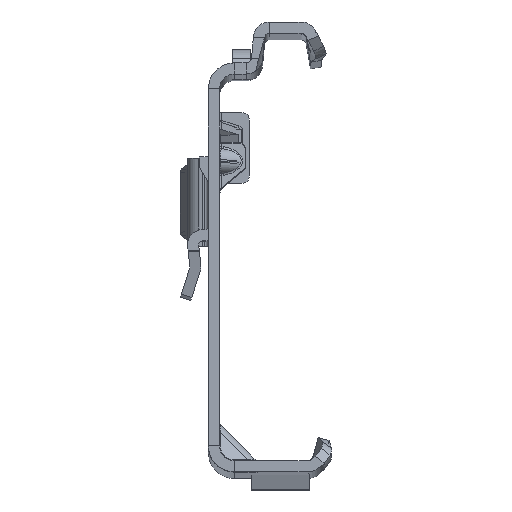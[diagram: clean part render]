
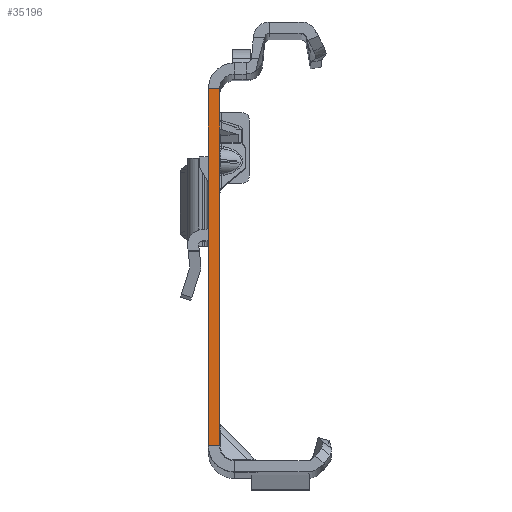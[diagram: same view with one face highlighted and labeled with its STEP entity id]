
A CAD part, top view. The second image highlights one B-rep face of the part: STEP entity #35196.
In plain terms, the highlighted planar face has unit normal (0, 0, 1).
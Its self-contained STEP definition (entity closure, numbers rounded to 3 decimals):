
#1311 = CARTESIAN_POINT ( 'NONE',  ( -1.5, -27.865, 0. ) ) ;
#1368 = EDGE_LOOP ( 'NONE', ( #39000, #32748, #6857, #9981 ) ) ;
#2131 = AXIS2_PLACEMENT_3D ( 'NONE', #1311, #3815, #11016 ) ;
#2976 = VERTEX_POINT ( 'NONE', #44021 ) ;
#3042 = EDGE_CURVE ( 'NONE', #11086, #2976, #40157, .T. ) ;
#3210 = CARTESIAN_POINT ( 'NONE',  ( 0., 22.135, 0. ) ) ;
#3815 = DIRECTION ( 'NONE',  ( 0., 0., 1. ) ) ;
#4694 = PLANE ( 'NONE',  #2131 ) ;
#6857 = ORIENTED_EDGE ( 'NONE', *, *, #39354, .T. ) ;
#9981 = ORIENTED_EDGE ( 'NONE', *, *, #3042, .F. ) ;
#11016 = DIRECTION ( 'NONE',  ( 1., 0., 0. ) ) ;
#11086 = VERTEX_POINT ( 'NONE', #39595 ) ;
#12273 = CARTESIAN_POINT ( 'NONE',  ( 0., 22.135, 0. ) ) ;
#17811 = FACE_OUTER_BOUND ( 'NONE', #1368, .T. ) ;
#20879 = LINE ( 'NONE', #41388, #34937 ) ;
#21799 = CARTESIAN_POINT ( 'NONE',  ( -1.5, 22.135, 0. ) ) ;
#22382 = VECTOR ( 'NONE', #27296, 1000. ) ;
#23495 = LINE ( 'NONE', #37259, #41735 ) ;
#27088 = CARTESIAN_POINT ( 'NONE',  ( 0., -25.865, 0. ) ) ;
#27296 = DIRECTION ( 'NONE',  ( -1., 0., 0. ) ) ;
#32748 = ORIENTED_EDGE ( 'NONE', *, *, #34172, .T. ) ;
#33900 = DIRECTION ( 'NONE',  ( 0., -1., 0. ) ) ;
#34172 = EDGE_CURVE ( 'NONE', #43478, #42337, #37939, .T. ) ;
#34937 = VECTOR ( 'NONE', #38425, 1000. ) ;
#35000 = DIRECTION ( 'NONE',  ( -1., 0., 0. ) ) ;
#35196 = ADVANCED_FACE ( 'NONE', ( #17811 ), #4694, .T. ) ;
#36891 = EDGE_CURVE ( 'NONE', #43478, #11086, #23495, .T. ) ;
#37259 = CARTESIAN_POINT ( 'NONE',  ( 0., -27.865, 0. ) ) ;
#37939 = LINE ( 'NONE', #3210, #43738 ) ;
#38425 = DIRECTION ( 'NONE',  ( 0., -1., 0. ) ) ;
#39000 = ORIENTED_EDGE ( 'NONE', *, *, #36891, .F. ) ;
#39354 = EDGE_CURVE ( 'NONE', #42337, #2976, #20879, .T. ) ;
#39595 = CARTESIAN_POINT ( 'NONE',  ( 0., -25.865, 0. ) ) ;
#40157 = LINE ( 'NONE', #27088, #22382 ) ;
#41388 = CARTESIAN_POINT ( 'NONE',  ( -1.5, -27.865, 0. ) ) ;
#41735 = VECTOR ( 'NONE', #33900, 1000. ) ;
#42337 = VERTEX_POINT ( 'NONE', #21799 ) ;
#43478 = VERTEX_POINT ( 'NONE', #12273 ) ;
#43738 = VECTOR ( 'NONE', #35000, 1000. ) ;
#44021 = CARTESIAN_POINT ( 'NONE',  ( -1.5, -25.865, 0. ) ) ;
